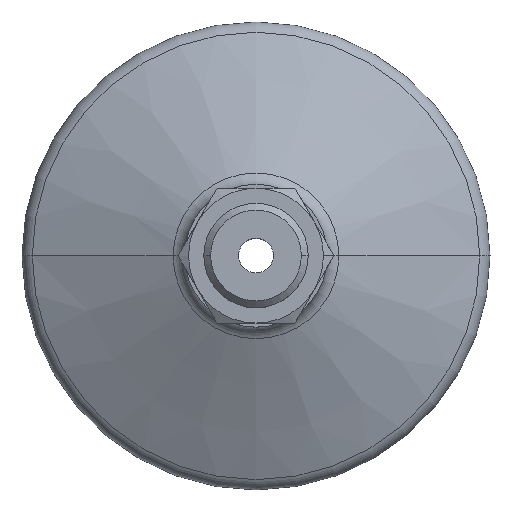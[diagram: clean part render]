
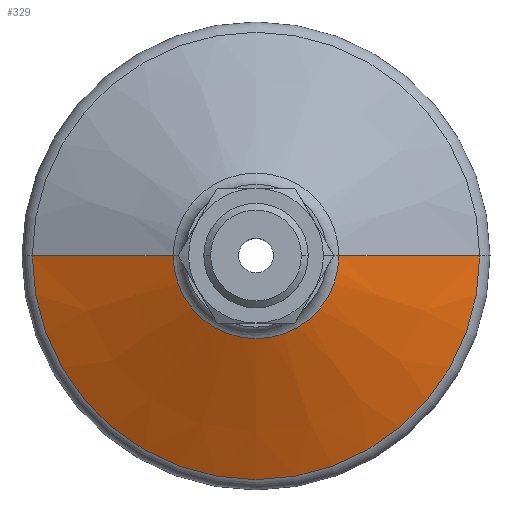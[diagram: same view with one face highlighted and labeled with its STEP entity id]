
A CAD part, top view. The second image highlights one B-rep face of the part: STEP entity #329.
In plain terms, the highlighted conical face has half-angle 64.982 degrees and reference radius 19.322 mm.
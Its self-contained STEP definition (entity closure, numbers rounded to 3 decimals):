
#68 = EDGE_CURVE ( 'NONE', #1075, #1229, #317, .T. ) ;
#114 = VERTEX_POINT ( 'NONE', #1317 ) ;
#155 = CARTESIAN_POINT ( 'NONE',  ( 0., 0., 20.183 ) ) ;
#179 = CARTESIAN_POINT ( 'NONE',  ( 10.442, 0., 24.327 ) ) ;
#311 = CARTESIAN_POINT ( 'NONE',  ( -28.202, 0., 16.039 ) ) ;
#317 = LINE ( 'NONE', #1300, #397 ) ;
#329 = ADVANCED_FACE ( 'NONE', ( #1781 ), #537, .T. ) ;
#332 = DIRECTION ( 'NONE',  ( 1., 0., 0. ) ) ;
#397 = VECTOR ( 'NONE', #2010, 1000. ) ;
#427 = EDGE_LOOP ( 'NONE', ( #897, #1745, #1563, #1835 ) ) ;
#513 = AXIS2_PLACEMENT_3D ( 'NONE', #2012, #687, #2043 ) ;
#516 = CIRCLE ( 'NONE', #1313, 28.202 ) ;
#537 = CONICAL_SURFACE ( 'NONE', #879, 19.322, 1.134 ) ;
#679 = VECTOR ( 'NONE', #867, 1000. ) ;
#687 = DIRECTION ( 'NONE',  ( 0., 0., -1. ) ) ;
#862 = EDGE_CURVE ( 'NONE', #1329, #114, #1359, .T. ) ;
#867 = DIRECTION ( 'NONE',  ( 0.906, 0., -0.423 ) ) ;
#879 = AXIS2_PLACEMENT_3D ( 'NONE', #155, #2134, #332 ) ;
#897 = ORIENTED_EDGE ( 'NONE', *, *, #1360, .T. ) ;
#1075 = VERTEX_POINT ( 'NONE', #2088 ) ;
#1229 = VERTEX_POINT ( 'NONE', #311 ) ;
#1300 = CARTESIAN_POINT ( 'NONE',  ( -19.322, 0., 20.183 ) ) ;
#1313 = AXIS2_PLACEMENT_3D ( 'NONE', #1501, #1477, #1784 ) ;
#1317 = CARTESIAN_POINT ( 'NONE',  ( 28.202, 0., 16.039 ) ) ;
#1329 = VERTEX_POINT ( 'NONE', #179 ) ;
#1359 = LINE ( 'NONE', #1530, #679 ) ;
#1360 = EDGE_CURVE ( 'NONE', #1329, #1075, #1444, .T. ) ;
#1444 = CIRCLE ( 'NONE', #513, 10.442 ) ;
#1477 = DIRECTION ( 'NONE',  ( 0., 0., -1. ) ) ;
#1501 = CARTESIAN_POINT ( 'NONE',  ( 0., 0., 16.039 ) ) ;
#1530 = CARTESIAN_POINT ( 'NONE',  ( 19.322, 0., 20.183 ) ) ;
#1563 = ORIENTED_EDGE ( 'NONE', *, *, #1906, .F. ) ;
#1745 = ORIENTED_EDGE ( 'NONE', *, *, #68, .T. ) ;
#1781 = FACE_OUTER_BOUND ( 'NONE', #427, .T. ) ;
#1784 = DIRECTION ( 'NONE',  ( 1., 0., 0. ) ) ;
#1835 = ORIENTED_EDGE ( 'NONE', *, *, #862, .F. ) ;
#1906 = EDGE_CURVE ( 'NONE', #114, #1229, #516, .T. ) ;
#2010 = DIRECTION ( 'NONE',  ( -0.906, 0., -0.423 ) ) ;
#2012 = CARTESIAN_POINT ( 'NONE',  ( 0., 0., 24.327 ) ) ;
#2043 = DIRECTION ( 'NONE',  ( 1., 0., 0. ) ) ;
#2088 = CARTESIAN_POINT ( 'NONE',  ( -10.442, 0., 24.327 ) ) ;
#2134 = DIRECTION ( 'NONE',  ( 0., 0., -1. ) ) ;
